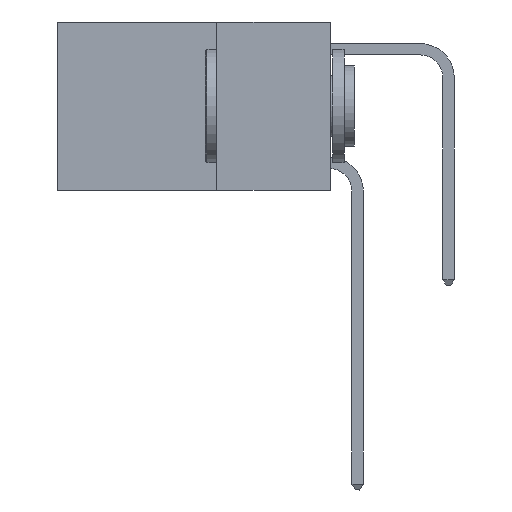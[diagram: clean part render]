
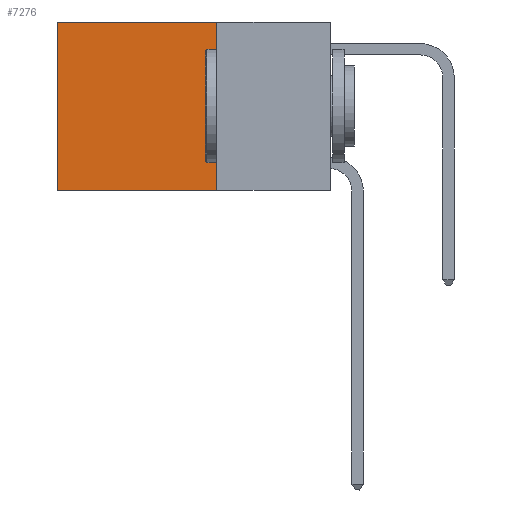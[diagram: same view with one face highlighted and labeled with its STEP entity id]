
A CAD part, left-side view. The second image highlights one B-rep face of the part: STEP entity #7276.
In plain terms, the highlighted planar face has unit normal (-1, 0, 0).
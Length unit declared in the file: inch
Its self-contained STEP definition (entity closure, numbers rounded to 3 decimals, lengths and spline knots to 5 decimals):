
#215 = VERTEX_POINT ( 'NONE', #12419 ) ;
#895 = EDGE_CURVE ( 'NONE', #1581, #215, #15688, .T. ) ;
#1182 = CARTESIAN_POINT ( 'NONE',  ( 0.2625, 0.25, 0. ) ) ;
#1559 = ORIENTED_EDGE ( 'NONE', *, *, #21008, .T. ) ;
#1581 = VERTEX_POINT ( 'NONE', #8733 ) ;
#2164 = EDGE_LOOP ( 'NONE', ( #11798, #16703, #15125, #1559 ) ) ;
#3685 = EDGE_CURVE ( 'NONE', #25329, #19030, #19015, .T. ) ;
#4074 = CARTESIAN_POINT ( 'NONE',  ( 0.2625, 0.6, 0. ) ) ;
#7077 = AXIS2_PLACEMENT_3D ( 'NONE', #1182, #20897, #25039 ) ;
#7276 = ADVANCED_FACE ( 'NONE', ( #22909 ), #12857, .F. ) ;
#8358 = DIRECTION ( 'NONE',  ( 0., 1., 0. ) ) ;
#8733 = CARTESIAN_POINT ( 'NONE',  ( 0.2625, 0.25, 0. ) ) ;
#9483 = CARTESIAN_POINT ( 'NONE',  ( 0.2625, 0.25, 0. ) ) ;
#9840 = DIRECTION ( 'NONE',  ( 0., 1., 0. ) ) ;
#9932 = VECTOR ( 'NONE', #8358, 39.37008 ) ;
#10078 = VECTOR ( 'NONE', #9840, 39.37008 ) ;
#11409 = LINE ( 'NONE', #13391, #10078 ) ;
#11798 = ORIENTED_EDGE ( 'NONE', *, *, #3685, .T. ) ;
#11936 = VECTOR ( 'NONE', #15301, 39.37008 ) ;
#12064 = CARTESIAN_POINT ( 'NONE',  ( 0.2625, 0.25, 0. ) ) ;
#12419 = CARTESIAN_POINT ( 'NONE',  ( 0.2625, 0.25, -0.37 ) ) ;
#12857 = PLANE ( 'NONE',  #7077 ) ;
#13391 = CARTESIAN_POINT ( 'NONE',  ( 0.2625, 0.25, -0.37 ) ) ;
#13953 = DIRECTION ( 'NONE',  ( 0., 0., -1. ) ) ;
#14631 = VECTOR ( 'NONE', #13953, 39.37008 ) ;
#15125 = ORIENTED_EDGE ( 'NONE', *, *, #895, .F. ) ;
#15301 = DIRECTION ( 'NONE',  ( 0., 0., -1. ) ) ;
#15657 = EDGE_CURVE ( 'NONE', #215, #19030, #11409, .T. ) ;
#15688 = LINE ( 'NONE', #9483, #14631 ) ;
#16703 = ORIENTED_EDGE ( 'NONE', *, *, #15657, .F. ) ;
#19015 = LINE ( 'NONE', #24960, #11936 ) ;
#19030 = VERTEX_POINT ( 'NONE', #19940 ) ;
#19940 = CARTESIAN_POINT ( 'NONE',  ( 0.2625, 0.6, -0.37 ) ) ;
#20897 = DIRECTION ( 'NONE',  ( 1., 0., 0. ) ) ;
#21008 = EDGE_CURVE ( 'NONE', #1581, #25329, #22365, .T. ) ;
#22365 = LINE ( 'NONE', #12064, #9932 ) ;
#22909 = FACE_OUTER_BOUND ( 'NONE', #2164, .T. ) ;
#24960 = CARTESIAN_POINT ( 'NONE',  ( 0.2625, 0.6, 0. ) ) ;
#25039 = DIRECTION ( 'NONE',  ( 0., 0., -1. ) ) ;
#25329 = VERTEX_POINT ( 'NONE', #4074 ) ;
